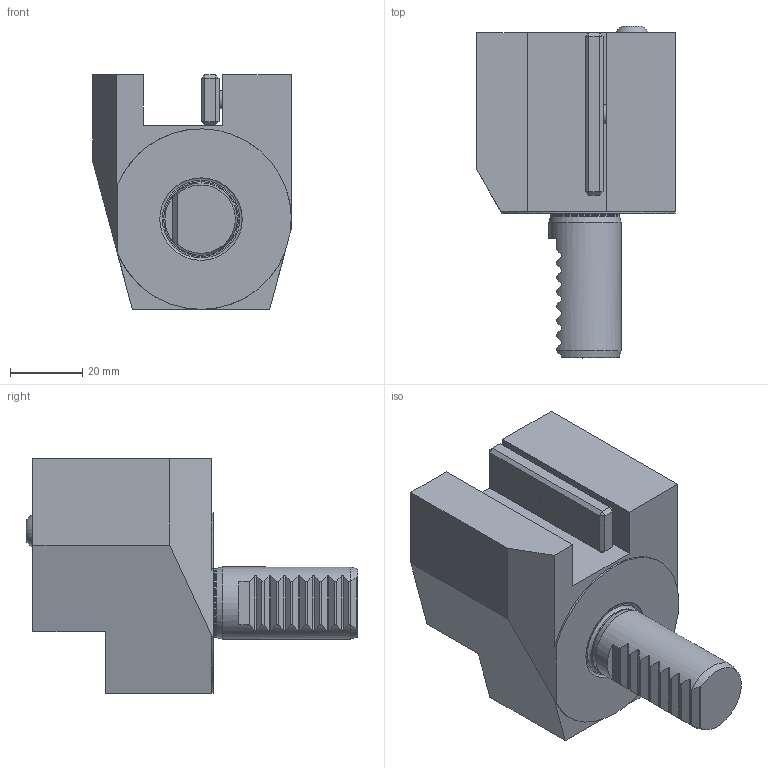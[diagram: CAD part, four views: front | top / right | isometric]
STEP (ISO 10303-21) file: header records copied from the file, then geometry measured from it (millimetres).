
FILE_DESCRIPTION (( 'STEP AP214' ), '1' );
FILE_NAME ('C420X16.STEP', '2025-07-30T07:26:55', ( '' ), ( '' ), 'SwSTEP 2.0', 'SolidWorks 2023', '' );
FILE_SCHEMA (( 'AUTOMOTIVE_DESIGN' ));
Length unit declared in the file: millimetre
Products named in the file (1): C420X16
Bounding box: 55 x 91.89 x 65 mm (x, y, z)
Volume: 147198.5 mm3; surface area: 21944.3 mm2
Topology: 1 solids, 1 shells, 296 faces, 760 edges, 498 vertices
Faces by surface type: plane 213, cylinder 39, bspline 38, torus 3, cone 2, sphere 1
Full cylindrical faces by diameter (mm): 1.7 x1, 2.1 x1, 5 x1, 6.366 x1, 19.1 x1, 20 x1
Entity records: 13380 total; most frequent: CARTESIAN_POINT 4405, ORIENTED_EDGE 1494, DIRECTION 1213, EDGE_CURVE 747, VECTOR 547, LINE 547, VERTEX_POINT 495, EDGE_LOOP 340
